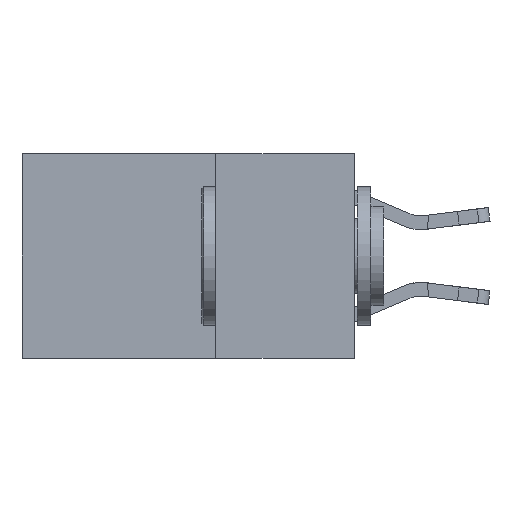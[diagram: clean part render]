
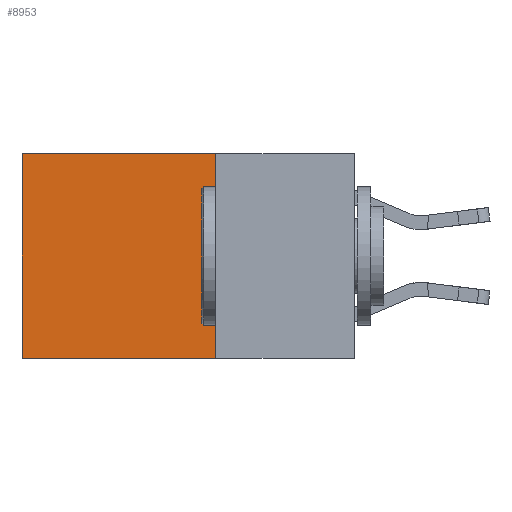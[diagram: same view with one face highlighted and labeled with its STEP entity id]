
A CAD part, left-side view. The second image highlights one B-rep face of the part: STEP entity #8953.
In plain terms, the highlighted planar face has unit normal (-1, 0, 0).
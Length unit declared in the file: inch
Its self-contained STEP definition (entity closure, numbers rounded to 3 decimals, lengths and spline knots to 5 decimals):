
#1009 = CARTESIAN_POINT ( 'NONE',  ( 0.2625, 0.6, 0. ) ) ;
#1116 = CARTESIAN_POINT ( 'NONE',  ( 0.2625, 0.25, 0. ) ) ;
#1859 = CARTESIAN_POINT ( 'NONE',  ( 0.2625, 0.25, 0. ) ) ;
#2710 = LINE ( 'NONE', #20053, #22275 ) ;
#4012 = VERTEX_POINT ( 'NONE', #1009 ) ;
#4387 = VECTOR ( 'NONE', #17383, 39.37008 ) ;
#4501 = ORIENTED_EDGE ( 'NONE', *, *, #9713, .T. ) ;
#5210 = FACE_OUTER_BOUND ( 'NONE', #11398, .T. ) ;
#5926 = LINE ( 'NONE', #12975, #6529 ) ;
#6252 = DIRECTION ( 'NONE',  ( 0., 1., 0. ) ) ;
#6397 = VERTEX_POINT ( 'NONE', #1116 ) ;
#6529 = VECTOR ( 'NONE', #19959, 39.37008 ) ;
#6548 = EDGE_CURVE ( 'NONE', #6397, #10597, #20718, .T. ) ;
#7452 = DIRECTION ( 'NONE',  ( 0., 1., 0. ) ) ;
#7750 = AXIS2_PLACEMENT_3D ( 'NONE', #17275, #12223, #19250 ) ;
#7990 = VECTOR ( 'NONE', #7452, 39.37008 ) ;
#8259 = CARTESIAN_POINT ( 'NONE',  ( 0.2625, 0.6, -0.37 ) ) ;
#8953 = ADVANCED_FACE ( 'NONE', ( #5210 ), #21060, .F. ) ;
#9029 = ORIENTED_EDGE ( 'NONE', *, *, #22069, .F. ) ;
#9713 = EDGE_CURVE ( 'NONE', #6397, #4012, #2710, .T. ) ;
#10597 = VERTEX_POINT ( 'NONE', #15088 ) ;
#10912 = LINE ( 'NONE', #18061, #7990 ) ;
#11398 = EDGE_LOOP ( 'NONE', ( #12164, #9029, #20348, #4501 ) ) ;
#12164 = ORIENTED_EDGE ( 'NONE', *, *, #16244, .T. ) ;
#12223 = DIRECTION ( 'NONE',  ( 1., 0., 0. ) ) ;
#12975 = CARTESIAN_POINT ( 'NONE',  ( 0.2625, 0.6, 0. ) ) ;
#13934 = VERTEX_POINT ( 'NONE', #8259 ) ;
#15088 = CARTESIAN_POINT ( 'NONE',  ( 0.2625, 0.25, -0.37 ) ) ;
#16244 = EDGE_CURVE ( 'NONE', #4012, #13934, #5926, .T. ) ;
#17275 = CARTESIAN_POINT ( 'NONE',  ( 0.2625, 0.25, 0. ) ) ;
#17383 = DIRECTION ( 'NONE',  ( 0., 0., -1. ) ) ;
#18061 = CARTESIAN_POINT ( 'NONE',  ( 0.2625, 0.25, -0.37 ) ) ;
#19250 = DIRECTION ( 'NONE',  ( 0., 0., -1. ) ) ;
#19959 = DIRECTION ( 'NONE',  ( 0., 0., -1. ) ) ;
#20053 = CARTESIAN_POINT ( 'NONE',  ( 0.2625, 0.25, 0. ) ) ;
#20348 = ORIENTED_EDGE ( 'NONE', *, *, #6548, .F. ) ;
#20718 = LINE ( 'NONE', #1859, #4387 ) ;
#21060 = PLANE ( 'NONE',  #7750 ) ;
#22069 = EDGE_CURVE ( 'NONE', #10597, #13934, #10912, .T. ) ;
#22275 = VECTOR ( 'NONE', #6252, 39.37008 ) ;
